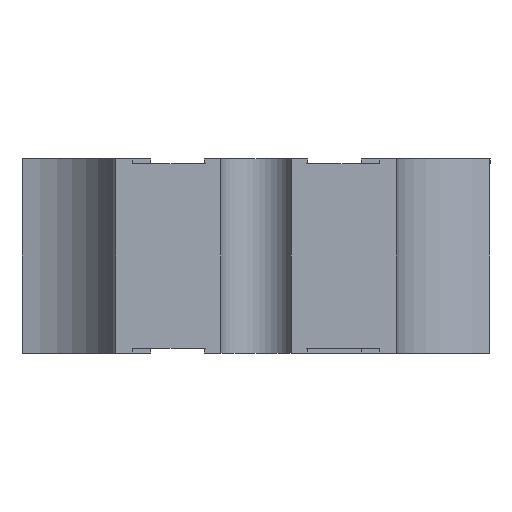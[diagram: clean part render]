
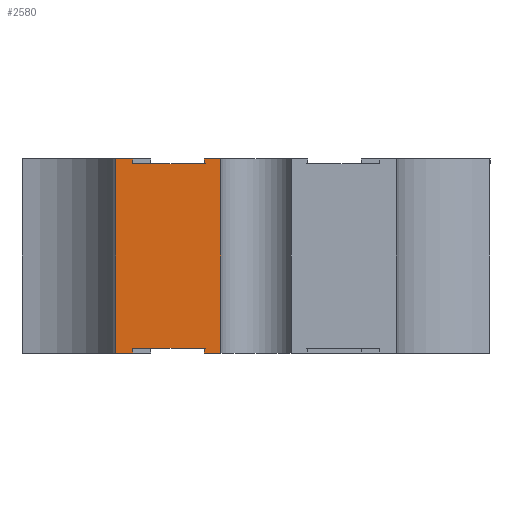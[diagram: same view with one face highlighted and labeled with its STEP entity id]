
A CAD part, left-side view. The second image highlights one B-rep face of the part: STEP entity #2580.
In plain terms, the highlighted planar face has unit normal (-1, 0, 0).
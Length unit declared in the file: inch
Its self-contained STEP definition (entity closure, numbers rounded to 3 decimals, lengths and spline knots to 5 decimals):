
#3 = VECTOR ( 'NONE', #3181, 39.37008 ) ;
#7 = CARTESIAN_POINT ( 'NONE',  ( -0.28, 0.02214, 0.083 ) ) ;
#8 = CARTESIAN_POINT ( 'NONE',  ( -0.28, 0.02214, 0.002 ) ) ;
#14 = VERTEX_POINT ( 'NONE', #618 ) ;
#65 = EDGE_CURVE ( 'NONE', #1272, #14, #3940, .T. ) ;
#134 = CARTESIAN_POINT ( 'NONE',  ( -0.28, 0.02214, 0. ) ) ;
#165 = CARTESIAN_POINT ( 'NONE',  ( -0.28, 0.05266, 0.002 ) ) ;
#201 = DIRECTION ( 'NONE',  ( 0., 0., -1. ) ) ;
#211 = VERTEX_POINT ( 'NONE', #2234 ) ;
#217 = VERTEX_POINT ( 'NONE', #2858 ) ;
#244 = ORIENTED_EDGE ( 'NONE', *, *, #937, .T. ) ;
#294 = ORIENTED_EDGE ( 'NONE', *, *, #2081, .T. ) ;
#299 = CARTESIAN_POINT ( 'NONE',  ( -0.28, 0.01497, 0.083 ) ) ;
#333 = VECTOR ( 'NONE', #1819, 39.37008 ) ;
#530 = AXIS2_PLACEMENT_3D ( 'NONE', #1299, #2543, #1921 ) ;
#555 = CARTESIAN_POINT ( 'NONE',  ( -0.28, 0.01497, 0.002 ) ) ;
#585 = CARTESIAN_POINT ( 'NONE',  ( -0.28, 0.05988, 0.002 ) ) ;
#614 = EDGE_CURVE ( 'NONE', #217, #3100, #4169, .T. ) ;
#618 = CARTESIAN_POINT ( 'NONE',  ( -0.28, 0.01497, 0. ) ) ;
#627 = CARTESIAN_POINT ( 'NONE',  ( -0.28, 0.05988, 0. ) ) ;
#737 = VECTOR ( 'NONE', #2503, 39.37008 ) ;
#755 = LINE ( 'NONE', #3381, #1770 ) ;
#801 = VERTEX_POINT ( 'NONE', #1458 ) ;
#864 = VECTOR ( 'NONE', #2657, 39.37008 ) ;
#937 = EDGE_CURVE ( 'NONE', #4123, #801, #755, .T. ) ;
#989 = VERTEX_POINT ( 'NONE', #3853 ) ;
#1043 = ORIENTED_EDGE ( 'NONE', *, *, #614, .F. ) ;
#1061 = ORIENTED_EDGE ( 'NONE', *, *, #3571, .T. ) ;
#1104 = LINE ( 'NONE', #1473, #2955 ) ;
#1246 = EDGE_CURVE ( 'NONE', #1595, #1488, #3782, .T. ) ;
#1272 = VERTEX_POINT ( 'NONE', #134 ) ;
#1299 = CARTESIAN_POINT ( 'NONE',  ( -0.28, 0.01497, 0.002 ) ) ;
#1366 = VECTOR ( 'NONE', #3974, 39.37008 ) ;
#1458 = CARTESIAN_POINT ( 'NONE',  ( -0.28, 0.05988, 0.083 ) ) ;
#1473 = CARTESIAN_POINT ( 'NONE',  ( -0.28, 0.05266, 0.081 ) ) ;
#1488 = VERTEX_POINT ( 'NONE', #7 ) ;
#1582 = VECTOR ( 'NONE', #2569, 39.37008 ) ;
#1592 = ORIENTED_EDGE ( 'NONE', *, *, #1982, .F. ) ;
#1595 = VERTEX_POINT ( 'NONE', #299 ) ;
#1600 = FACE_OUTER_BOUND ( 'NONE', #3770, .T. ) ;
#1670 = CARTESIAN_POINT ( 'NONE',  ( -0.28, 0.01497, 0. ) ) ;
#1685 = ORIENTED_EDGE ( 'NONE', *, *, #1246, .T. ) ;
#1760 = CARTESIAN_POINT ( 'NONE',  ( -0.28, 0.02214, 0.081 ) ) ;
#1770 = VECTOR ( 'NONE', #2074, 39.37008 ) ;
#1819 = DIRECTION ( 'NONE',  ( 0., 1., 0. ) ) ;
#1881 = LINE ( 'NONE', #555, #3 ) ;
#1921 = DIRECTION ( 'NONE',  ( 0., 0., -1. ) ) ;
#1982 = EDGE_CURVE ( 'NONE', #211, #217, #3447, .T. ) ;
#1984 = VECTOR ( 'NONE', #201, 39.37008 ) ;
#1991 = LINE ( 'NONE', #8, #1366 ) ;
#2074 = DIRECTION ( 'NONE',  ( 0., 1., 0. ) ) ;
#2081 = EDGE_CURVE ( 'NONE', #3658, #989, #2088, .T. ) ;
#2088 = LINE ( 'NONE', #4131, #1582 ) ;
#2101 = DIRECTION ( 'NONE',  ( 0., 0., 1. ) ) ;
#2131 = CARTESIAN_POINT ( 'NONE',  ( -0.28, 0.02214, 0.081 ) ) ;
#2132 = ORIENTED_EDGE ( 'NONE', *, *, #4059, .F. ) ;
#2234 = CARTESIAN_POINT ( 'NONE',  ( -0.28, 0.02214, 0.002 ) ) ;
#2245 = CARTESIAN_POINT ( 'NONE',  ( -0.28, 0.01497, 0. ) ) ;
#2387 = ORIENTED_EDGE ( 'NONE', *, *, #3438, .T. ) ;
#2411 = CARTESIAN_POINT ( 'NONE',  ( -0.28, -0.104, 0.083 ) ) ;
#2452 = CARTESIAN_POINT ( 'NONE',  ( -0.28, -0.104, 0.002 ) ) ;
#2461 = VECTOR ( 'NONE', #2101, 39.37008 ) ;
#2503 = DIRECTION ( 'NONE',  ( 0., -1., 0. ) ) ;
#2543 = DIRECTION ( 'NONE',  ( 1., 0., 0. ) ) ;
#2569 = DIRECTION ( 'NONE',  ( 0., 1., 0. ) ) ;
#2580 = ADVANCED_FACE ( 'NONE', ( #1600 ), #2628, .F. ) ;
#2582 = ORIENTED_EDGE ( 'NONE', *, *, #65, .T. ) ;
#2628 = PLANE ( 'NONE',  #530 ) ;
#2657 = DIRECTION ( 'NONE',  ( 0., -1., 0. ) ) ;
#2703 = CARTESIAN_POINT ( 'NONE',  ( -0.28, 0.05266, 0.083 ) ) ;
#2797 = DIRECTION ( 'NONE',  ( 0., 0., 1. ) ) ;
#2831 = ORIENTED_EDGE ( 'NONE', *, *, #3374, .T. ) ;
#2858 = CARTESIAN_POINT ( 'NONE',  ( -0.28, 0.05266, 0.002 ) ) ;
#2873 = VECTOR ( 'NONE', #3463, 39.37008 ) ;
#2890 = DIRECTION ( 'NONE',  ( 0., 0., -1. ) ) ;
#2955 = VECTOR ( 'NONE', #2797, 39.37008 ) ;
#2997 = CARTESIAN_POINT ( 'NONE',  ( -0.28, 0.05266, 0. ) ) ;
#3100 = VERTEX_POINT ( 'NONE', #2997 ) ;
#3150 = LINE ( 'NONE', #585, #1984 ) ;
#3181 = DIRECTION ( 'NONE',  ( 0., 0., -1. ) ) ;
#3374 = EDGE_CURVE ( 'NONE', #801, #3504, #3150, .T. ) ;
#3381 = CARTESIAN_POINT ( 'NONE',  ( -0.28, -0.104, 0.083 ) ) ;
#3438 = EDGE_CURVE ( 'NONE', #3504, #3100, #3867, .T. ) ;
#3447 = LINE ( 'NONE', #2452, #333 ) ;
#3463 = DIRECTION ( 'NONE',  ( 0., 1., 0. ) ) ;
#3504 = VERTEX_POINT ( 'NONE', #627 ) ;
#3571 = EDGE_CURVE ( 'NONE', #211, #1272, #1991, .T. ) ;
#3658 = VERTEX_POINT ( 'NONE', #2131 ) ;
#3674 = EDGE_CURVE ( 'NONE', #989, #4123, #1104, .T. ) ;
#3770 = EDGE_LOOP ( 'NONE', ( #2132, #294, #4073, #244, #2831, #2387, #1043, #1592, #1061, #2582, #3945, #1685 ) ) ;
#3782 = LINE ( 'NONE', #2411, #2873 ) ;
#3853 = CARTESIAN_POINT ( 'NONE',  ( -0.28, 0.05266, 0.081 ) ) ;
#3867 = LINE ( 'NONE', #2245, #737 ) ;
#3940 = LINE ( 'NONE', #1670, #864 ) ;
#3945 = ORIENTED_EDGE ( 'NONE', *, *, #4201, .F. ) ;
#3974 = DIRECTION ( 'NONE',  ( 0., 0., -1. ) ) ;
#4007 = LINE ( 'NONE', #1760, #2461 ) ;
#4059 = EDGE_CURVE ( 'NONE', #3658, #1488, #4007, .T. ) ;
#4073 = ORIENTED_EDGE ( 'NONE', *, *, #3674, .T. ) ;
#4123 = VERTEX_POINT ( 'NONE', #2703 ) ;
#4131 = CARTESIAN_POINT ( 'NONE',  ( -0.28, -0.104, 0.081 ) ) ;
#4169 = LINE ( 'NONE', #165, #4237 ) ;
#4201 = EDGE_CURVE ( 'NONE', #1595, #14, #1881, .T. ) ;
#4237 = VECTOR ( 'NONE', #2890, 39.37008 ) ;
